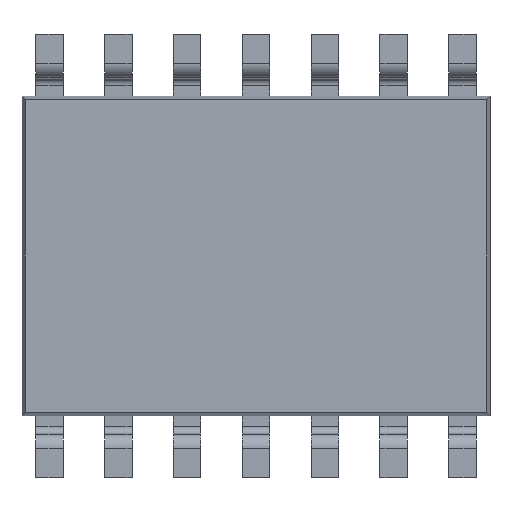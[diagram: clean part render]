
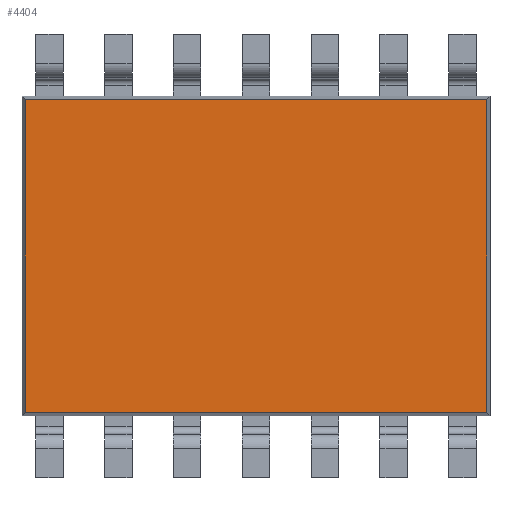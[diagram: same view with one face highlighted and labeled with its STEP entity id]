
A CAD part, front view. The second image highlights one B-rep face of the part: STEP entity #4404.
In plain terms, the highlighted planar face has unit normal (0, -1, 0).
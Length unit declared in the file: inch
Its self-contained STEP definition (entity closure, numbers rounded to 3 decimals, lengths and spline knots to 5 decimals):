
#161 = ORIENTED_EDGE ( 'NONE', *, *, #3929, .T. ) ;
#183 = CARTESIAN_POINT ( 'NONE',  ( -0.3175, 0.007, -0.1135 ) ) ;
#272 = EDGE_CURVE ( 'NONE', #1483, #1697, #4299, .T. ) ;
#285 = ORIENTED_EDGE ( 'NONE', *, *, #1912, .T. ) ;
#838 = VECTOR ( 'NONE', #2393, 39.37008 ) ;
#985 = EDGE_LOOP ( 'NONE', ( #1521, #6563, #285, #161 ) ) ;
#1156 = VECTOR ( 'NONE', #2642, 39.37008 ) ;
#1165 = CARTESIAN_POINT ( 'NONE',  ( 0.0175, 0.007, -0.1135 ) ) ;
#1213 = PLANE ( 'NONE',  #5830 ) ;
#1483 = VERTEX_POINT ( 'NONE', #3751 ) ;
#1521 = ORIENTED_EDGE ( 'NONE', *, *, #272, .T. ) ;
#1697 = VERTEX_POINT ( 'NONE', #3778 ) ;
#1912 = EDGE_CURVE ( 'NONE', #2516, #2731, #2187, .T. ) ;
#2187 = LINE ( 'NONE', #5424, #4757 ) ;
#2393 = DIRECTION ( 'NONE',  ( -1., 0., 0. ) ) ;
#2440 = CARTESIAN_POINT ( 'NONE',  ( -0.3175, 0.007, -0.116 ) ) ;
#2516 = VERTEX_POINT ( 'NONE', #183 ) ;
#2642 = DIRECTION ( 'NONE',  ( 0., 0., 1. ) ) ;
#2731 = VERTEX_POINT ( 'NONE', #1165 ) ;
#3492 = DIRECTION ( 'NONE',  ( 0., 1., 0. ) ) ;
#3713 = EDGE_CURVE ( 'NONE', #1697, #2516, #4541, .T. ) ;
#3751 = CARTESIAN_POINT ( 'NONE',  ( 0.0175, 0.007, 0.1135 ) ) ;
#3778 = CARTESIAN_POINT ( 'NONE',  ( -0.3175, 0.007, 0.1135 ) ) ;
#3855 = LINE ( 'NONE', #6182, #1156 ) ;
#3929 = EDGE_CURVE ( 'NONE', #2731, #1483, #3855, .T. ) ;
#4299 = LINE ( 'NONE', #4402, #838 ) ;
#4402 = CARTESIAN_POINT ( 'NONE',  ( 0.02, 0.007, 0.1135 ) ) ;
#4404 = ADVANCED_FACE ( 'NONE', ( #4643 ), #1213, .F. ) ;
#4485 = CARTESIAN_POINT ( 'NONE',  ( 0.02, 0.007, -0.116 ) ) ;
#4541 = LINE ( 'NONE', #2440, #5862 ) ;
#4643 = FACE_OUTER_BOUND ( 'NONE', #985, .T. ) ;
#4757 = VECTOR ( 'NONE', #6457, 39.37008 ) ;
#5270 = DIRECTION ( 'NONE',  ( 0., 0., -1. ) ) ;
#5424 = CARTESIAN_POINT ( 'NONE',  ( 0.02, 0.007, -0.1135 ) ) ;
#5498 = DIRECTION ( 'NONE',  ( 0., 0., 1. ) ) ;
#5830 = AXIS2_PLACEMENT_3D ( 'NONE', #4485, #3492, #5498 ) ;
#5862 = VECTOR ( 'NONE', #5270, 39.37008 ) ;
#6182 = CARTESIAN_POINT ( 'NONE',  ( 0.0175, 0.007, -0.116 ) ) ;
#6457 = DIRECTION ( 'NONE',  ( 1., 0., 0. ) ) ;
#6563 = ORIENTED_EDGE ( 'NONE', *, *, #3713, .T. ) ;
